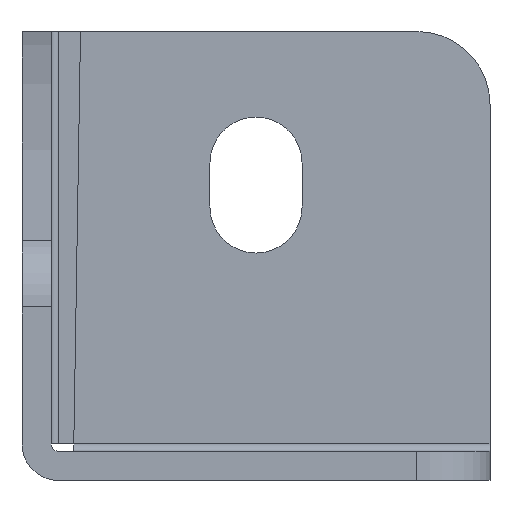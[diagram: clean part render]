
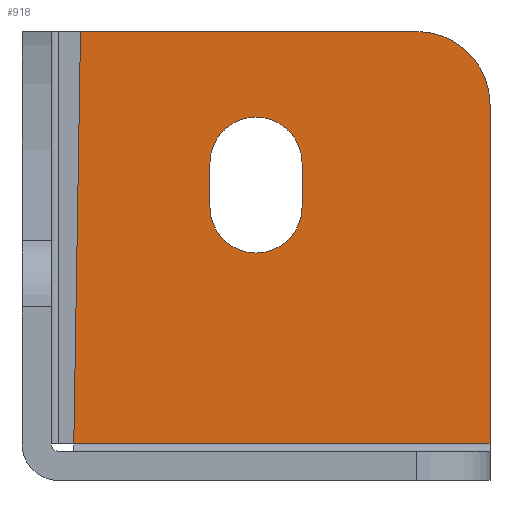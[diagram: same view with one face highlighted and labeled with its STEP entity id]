
A CAD part, front view. The second image highlights one B-rep face of the part: STEP entity #918.
In plain terms, the highlighted planar face has unit normal (0, -1, 0).
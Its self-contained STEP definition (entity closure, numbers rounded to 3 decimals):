
#23=FACE_BOUND('',#185,.T.);
#31=CIRCLE('',#958,3.15);
#33=CIRCLE('',#963,3.15);
#38=CIRCLE('',#972,5.);
#129=FACE_OUTER_BOUND('',#184,.T.);
#184=EDGE_LOOP('',(#819,#820,#821,#822,#823));
#185=EDGE_LOOP('',(#824,#825,#826,#827));
#191=LINE('',#1310,#280);
#194=LINE('',#1316,#283);
#198=LINE('',#1325,#287);
#211=LINE('',#1364,#300);
#213=LINE('',#1369,#302);
#228=LINE('',#1414,#317);
#280=VECTOR('',#1040,10.);
#283=VECTOR('',#1045,10.);
#287=VECTOR('',#1053,10.);
#300=VECTOR('',#1090,10.);
#302=VECTOR('',#1094,10.);
#317=VECTOR('',#1139,10.);
#373=VERTEX_POINT('',#1307);
#374=VERTEX_POINT('',#1309);
#376=VERTEX_POINT('',#1315);
#379=VERTEX_POINT('',#1323);
#390=VERTEX_POINT('',#1354);
#391=VERTEX_POINT('',#1356);
#393=VERTEX_POINT('',#1362);
#395=VERTEX_POINT('',#1368);
#408=VERTEX_POINT('',#1404);
#459=EDGE_CURVE('',#374,#373,#191,.T.);
#462=EDGE_CURVE('',#374,#376,#194,.T.);
#467=EDGE_CURVE('',#373,#379,#198,.T.);
#482=EDGE_CURVE('',#391,#390,#31,.T.);
#486=EDGE_CURVE('',#390,#393,#211,.T.);
#488=EDGE_CURVE('',#395,#391,#213,.T.);
#491=EDGE_CURVE('',#393,#395,#33,.T.);
#506=EDGE_CURVE('',#376,#408,#38,.T.);
#511=EDGE_CURVE('',#408,#379,#228,.T.);
#819=ORIENTED_EDGE('',*,*,#459,.T.);
#820=ORIENTED_EDGE('',*,*,#467,.T.);
#821=ORIENTED_EDGE('',*,*,#511,.F.);
#822=ORIENTED_EDGE('',*,*,#506,.F.);
#823=ORIENTED_EDGE('',*,*,#462,.F.);
#824=ORIENTED_EDGE('',*,*,#491,.T.);
#825=ORIENTED_EDGE('',*,*,#488,.T.);
#826=ORIENTED_EDGE('',*,*,#482,.T.);
#827=ORIENTED_EDGE('',*,*,#486,.T.);
#871=PLANE('',#1027);
#918=ADVANCED_FACE('',(#129,#23),#871,.F.);
#958=AXIS2_PLACEMENT_3D('',#1357,#1083,#1084);
#963=AXIS2_PLACEMENT_3D('',#1373,#1100,#1101);
#972=AXIS2_PLACEMENT_3D('',#1405,#1128,#1129);
#1027=AXIS2_PLACEMENT_3D('',#1557,#1289,#1290);
#1040=DIRECTION('',(-0.016,0.,-1.));
#1045=DIRECTION('',(1.,0.,0.));
#1053=DIRECTION('',(1.,0.,0.));
#1083=DIRECTION('center_axis',(0.,1.,0.));
#1084=DIRECTION('ref_axis',(1.,0.,0.));
#1090=DIRECTION('',(0.,0.,-1.));
#1094=DIRECTION('',(0.,0.,1.));
#1100=DIRECTION('center_axis',(0.,1.,0.));
#1101=DIRECTION('ref_axis',(-1.,0.,0.));
#1128=DIRECTION('center_axis',(0.,1.,0.));
#1129=DIRECTION('ref_axis',(0.707,0.,0.707));
#1139=DIRECTION('',(0.,0.,-1.));
#1289=DIRECTION('center_axis',(0.,1.,0.));
#1290=DIRECTION('ref_axis',(0.,0.,1.));
#1307=CARTESIAN_POINT('',(-13.459,62.,0.5));
#1309=CARTESIAN_POINT('',(-13.,62.,28.7));
#1310=CARTESIAN_POINT('',(-13.365,62.,6.285));
#1315=CARTESIAN_POINT('',(10.,62.,28.7));
#1316=CARTESIAN_POINT('',(15.,62.,28.7));
#1323=CARTESIAN_POINT('',(15.,62.,0.5));
#1325=CARTESIAN_POINT('',(-7.125,62.,0.5));
#1354=CARTESIAN_POINT('',(2.15,62.,19.7));
#1356=CARTESIAN_POINT('',(-4.15,62.,19.7));
#1357=CARTESIAN_POINT('Origin',(-1.,62.,19.7));
#1362=CARTESIAN_POINT('',(2.15,62.,16.7));
#1364=CARTESIAN_POINT('',(2.15,62.,15.525));
#1368=CARTESIAN_POINT('',(-4.15,62.,16.7));
#1369=CARTESIAN_POINT('',(-4.15,62.,17.025));
#1373=CARTESIAN_POINT('Origin',(-1.,62.,16.7));
#1404=CARTESIAN_POINT('',(15.,62.,23.7));
#1405=CARTESIAN_POINT('Origin',(10.,62.,23.7));
#1414=CARTESIAN_POINT('',(15.,62.,0.));
#1557=CARTESIAN_POINT('Origin',(0.25,62.,14.35));
